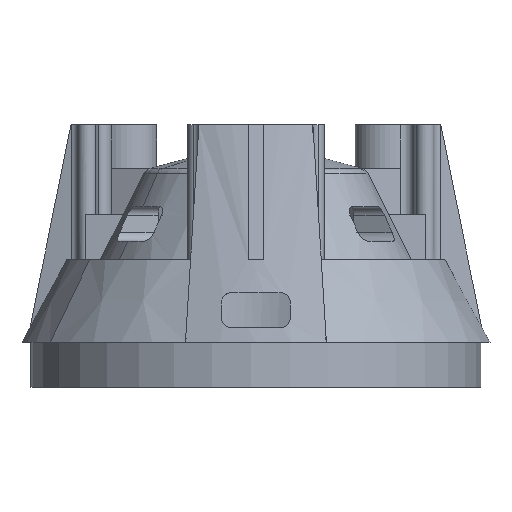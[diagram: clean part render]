
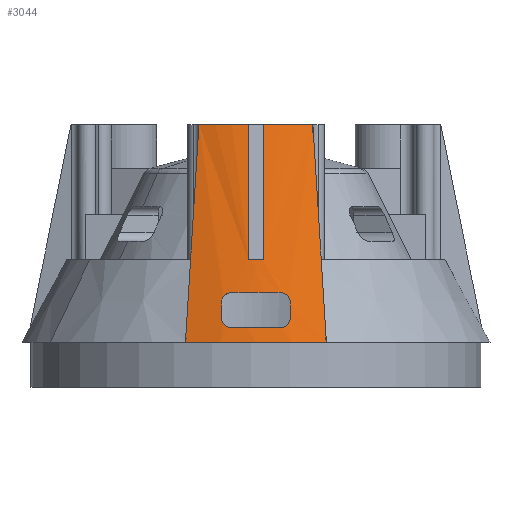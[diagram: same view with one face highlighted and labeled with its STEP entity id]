
A CAD part, front view. The second image highlights one B-rep face of the part: STEP entity #3044.
In plain terms, the highlighted conical face has half-angle 11.709 degrees and reference radius 42 mm.
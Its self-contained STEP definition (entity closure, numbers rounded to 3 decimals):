
#1744=CARTESIAN_POINT('Vertex',(15.637,-49.593,1000.)) ;
#1747=CARTESIAN_POINT('Axis2P3D Location',(0.,0.,1000.)) ;
#1751=CARTESIAN_POINT('Vertex',(-15.637,-49.593,1000.)) ;
#2172=CARTESIAN_POINT('Vertex',(-7.6,-49.566,1008.95)) ;
#2176=CARTESIAN_POINT('Control Point',(-7.6,-49.566,1008.95)) ;
#2177=CARTESIAN_POINT('Control Point',(-7.6,-49.721,1008.21)) ;
#2178=CARTESIAN_POINT('Control Point',(-7.6,-49.876,1007.47)) ;
#2179=CARTESIAN_POINT('Control Point',(-7.6,-50.031,1006.73)) ;
#2180=CARTESIAN_POINT('Control Point',(-7.6,-50.186,1005.99)) ;
#2181=CARTESIAN_POINT('Control Point',(-7.6,-50.341,1005.25)) ;
#2182=CARTESIAN_POINT('Vertex',(-7.6,-50.341,1005.25)) ;
#2206=CARTESIAN_POINT('Vertex',(-5.6,-49.414,1010.95)) ;
#2210=CARTESIAN_POINT('Control Point',(-7.6,-49.566,1008.95)) ;
#2211=CARTESIAN_POINT('Control Point',(-7.6,-49.438,1009.56)) ;
#2212=CARTESIAN_POINT('Control Point',(-7.37,-49.344,1010.177)) ;
#2213=CARTESIAN_POINT('Control Point',(-6.882,-49.311,1010.697)) ;
#2214=CARTESIAN_POINT('Control Point',(-6.237,-49.342,1010.95)) ;
#2215=CARTESIAN_POINT('Control Point',(-5.6,-49.414,1010.95)) ;
#2228=CARTESIAN_POINT('Vertex',(5.6,-49.414,1010.95)) ;
#2231=CARTESIAN_POINT('Axis2P3D Location',(0.,0.,1010.95)) ;
#2270=CARTESIAN_POINT('Vertex',(7.6,-49.566,1008.95)) ;
#2274=CARTESIAN_POINT('Control Point',(5.6,-49.414,1010.95)) ;
#2275=CARTESIAN_POINT('Control Point',(6.237,-49.342,1010.95)) ;
#2276=CARTESIAN_POINT('Control Point',(6.882,-49.311,1010.697)) ;
#2277=CARTESIAN_POINT('Control Point',(7.37,-49.343,1010.177)) ;
#2278=CARTESIAN_POINT('Control Point',(7.6,-49.438,1009.56)) ;
#2279=CARTESIAN_POINT('Control Point',(7.6,-49.566,1008.95)) ;
#2292=CARTESIAN_POINT('Vertex',(7.6,-50.341,1005.25)) ;
#2296=CARTESIAN_POINT('Control Point',(7.6,-49.566,1008.95)) ;
#2297=CARTESIAN_POINT('Control Point',(7.6,-49.721,1008.21)) ;
#2298=CARTESIAN_POINT('Control Point',(7.6,-49.876,1007.47)) ;
#2299=CARTESIAN_POINT('Control Point',(7.6,-50.031,1006.73)) ;
#2300=CARTESIAN_POINT('Control Point',(7.6,-50.186,1005.99)) ;
#2301=CARTESIAN_POINT('Control Point',(7.6,-50.341,1005.25)) ;
#2319=CARTESIAN_POINT('Vertex',(5.6,-51.02,1003.25)) ;
#2323=CARTESIAN_POINT('Control Point',(5.6,-51.02,1003.25)) ;
#2324=CARTESIAN_POINT('Control Point',(6.253,-50.948,1003.25)) ;
#2325=CARTESIAN_POINT('Control Point',(6.901,-50.81,1003.521)) ;
#2326=CARTESIAN_POINT('Control Point',(7.362,-50.634,1004.026)) ;
#2327=CARTESIAN_POINT('Control Point',(7.6,-50.471,1004.633)) ;
#2328=CARTESIAN_POINT('Control Point',(7.6,-50.341,1005.25)) ;
#2341=CARTESIAN_POINT('Vertex',(-5.6,-51.02,1003.25)) ;
#2344=CARTESIAN_POINT('Axis2P3D Location',(0.,0.,1003.25)) ;
#2380=CARTESIAN_POINT('Control Point',(-5.6,-51.02,1003.25)) ;
#2381=CARTESIAN_POINT('Control Point',(-6.253,-50.948,1003.25)) ;
#2382=CARTESIAN_POINT('Control Point',(-6.901,-50.81,1003.521)) ;
#2383=CARTESIAN_POINT('Control Point',(-7.362,-50.634,1004.026)) ;
#2384=CARTESIAN_POINT('Control Point',(-7.6,-50.471,1004.633)) ;
#2385=CARTESIAN_POINT('Control Point',(-7.6,-50.341,1005.25)) ;
#2962=CARTESIAN_POINT('Axis2P3D Location',(0.,0.,1048.25)) ;
#2967=CARTESIAN_POINT('Axis2P3D Location',(0.,0.,1048.25)) ;
#2971=CARTESIAN_POINT('Vertex',(-12.63,-40.056,1048.25)) ;
#2973=CARTESIAN_POINT('Vertex',(-1.6,-41.97,1048.25)) ;
#2976=CARTESIAN_POINT('Line Origine',(-14.133,-44.825,1024.125)) ;
#2981=CARTESIAN_POINT('Line Origine',(14.133,-44.825,1024.125)) ;
#2985=CARTESIAN_POINT('Vertex',(12.63,-40.056,1048.25)) ;
#2988=CARTESIAN_POINT('Axis2P3D Location',(0.,0.,1048.25)) ;
#2992=CARTESIAN_POINT('Vertex',(1.6,-41.97,1048.25)) ;
#2996=CARTESIAN_POINT('Control Point',(1.6,-41.97,1048.25)) ;
#2997=CARTESIAN_POINT('Control Point',(1.6,-44.044,1038.25)) ;
#2998=CARTESIAN_POINT('Control Point',(1.6,-46.117,1028.25)) ;
#2999=CARTESIAN_POINT('Control Point',(1.6,-48.191,1018.25)) ;
#3000=CARTESIAN_POINT('Vertex',(1.6,-48.191,1018.25)) ;
#3003=CARTESIAN_POINT('Axis2P3D Location',(0.,0.,1018.25)) ;
#3007=CARTESIAN_POINT('Vertex',(0.,-48.218,1018.25)) ;
#3010=CARTESIAN_POINT('Axis2P3D Location',(0.,0.,1018.25)) ;
#3014=CARTESIAN_POINT('Vertex',(-1.6,-48.191,1018.25)) ;
#3018=CARTESIAN_POINT('Control Point',(-1.6,-41.97,1048.25)) ;
#3019=CARTESIAN_POINT('Control Point',(-1.6,-44.044,1038.25)) ;
#3020=CARTESIAN_POINT('Control Point',(-1.6,-46.117,1028.25)) ;
#3021=CARTESIAN_POINT('Control Point',(-1.6,-48.191,1018.25)) ;
#1748=DIRECTION('Axis2P3D Direction',(0.,0.,1.)) ;
#2232=DIRECTION('Axis2P3D Direction',(0.,0.,1.)) ;
#2345=DIRECTION('Axis2P3D Direction',(0.,0.,-1.)) ;
#2963=DIRECTION('Axis2P3D Direction',(-0.,-0.,-1.)) ;
#2964=DIRECTION('Axis2P3D XDirection',(0.301,-0.954,0.)) ;
#2968=DIRECTION('Axis2P3D Direction',(0.,0.,-1.)) ;
#2977=DIRECTION('Vector Direction',(-0.061,-0.194,-0.979)) ;
#2982=DIRECTION('Vector Direction',(0.061,-0.194,-0.979)) ;
#2989=DIRECTION('Axis2P3D Direction',(0.,0.,-1.)) ;
#3004=DIRECTION('Axis2P3D Direction',(0.,0.,-1.)) ;
#3011=DIRECTION('Axis2P3D Direction',(0.,0.,-1.)) ;
#1749=AXIS2_PLACEMENT_3D('Circle Axis2P3D',#1747,#1748,$) ;
#2233=AXIS2_PLACEMENT_3D('Circle Axis2P3D',#2231,#2232,$) ;
#2346=AXIS2_PLACEMENT_3D('Circle Axis2P3D',#2344,#2345,$) ;
#2965=AXIS2_PLACEMENT_3D('Cone Axis2P3D',#2962,#2963,#2964) ;
#2969=AXIS2_PLACEMENT_3D('Circle Axis2P3D',#2967,#2968,$) ;
#2990=AXIS2_PLACEMENT_3D('Circle Axis2P3D',#2988,#2989,$) ;
#3005=AXIS2_PLACEMENT_3D('Circle Axis2P3D',#3003,#3004,$) ;
#3012=AXIS2_PLACEMENT_3D('Circle Axis2P3D',#3010,#3011,$) ;
#3024=ORIENTED_EDGE('',*,*,#2975,.F.) ;
#3025=ORIENTED_EDGE('',*,*,#2980,.T.) ;
#3026=ORIENTED_EDGE('',*,*,#1753,.T.) ;
#3027=ORIENTED_EDGE('',*,*,#2987,.F.) ;
#3028=ORIENTED_EDGE('',*,*,#2994,.F.) ;
#3029=ORIENTED_EDGE('',*,*,#3002,.T.) ;
#3030=ORIENTED_EDGE('',*,*,#3009,.F.) ;
#3031=ORIENTED_EDGE('',*,*,#3016,.F.) ;
#3032=ORIENTED_EDGE('',*,*,#3022,.F.) ;
#3035=ORIENTED_EDGE('',*,*,#2184,.F.) ;
#3036=ORIENTED_EDGE('',*,*,#2216,.T.) ;
#3037=ORIENTED_EDGE('',*,*,#2235,.T.) ;
#3038=ORIENTED_EDGE('',*,*,#2280,.T.) ;
#3039=ORIENTED_EDGE('',*,*,#2302,.T.) ;
#3040=ORIENTED_EDGE('',*,*,#2329,.F.) ;
#3041=ORIENTED_EDGE('',*,*,#2348,.T.) ;
#3042=ORIENTED_EDGE('',*,*,#2386,.T.) ;
#3043=FACE_BOUND('',#3034,.T.) ;
#2978=VECTOR('Line Direction',#2977,1.) ;
#2983=VECTOR('Line Direction',#2982,1.) ;
#3044=ADVANCED_FACE('Corps principal',(#3033,#3043),#2966,.T.) ;
#2175=B_SPLINE_CURVE_WITH_KNOTS('',5,(#2176,#2177,#2178,#2179,#2180,#2181),.UNSPECIFIED.,.F.,.U.,(6,6),(0.,5.346),.UNSPECIFIED.) ;
#2209=B_SPLINE_CURVE_WITH_KNOTS('',5,(#2210,#2211,#2212,#2213,#2214,#2215),.UNSPECIFIED.,.F.,.U.,(6,6),(0.,4.409),.UNSPECIFIED.) ;
#2273=B_SPLINE_CURVE_WITH_KNOTS('',5,(#2274,#2275,#2276,#2277,#2278,#2279),.UNSPECIFIED.,.F.,.U.,(6,6),(0.,4.409),.UNSPECIFIED.) ;
#2295=B_SPLINE_CURVE_WITH_KNOTS('',5,(#2296,#2297,#2298,#2299,#2300,#2301),.UNSPECIFIED.,.F.,.U.,(6,6),(0.,5.346),.UNSPECIFIED.) ;
#2322=B_SPLINE_CURVE_WITH_KNOTS('',5,(#2323,#2324,#2325,#2326,#2327,#2328),.UNSPECIFIED.,.F.,.U.,(6,6),(0.,4.455),.UNSPECIFIED.) ;
#2379=B_SPLINE_CURVE_WITH_KNOTS('',5,(#2380,#2381,#2382,#2383,#2384,#2385),.UNSPECIFIED.,.F.,.U.,(6,6),(0.,4.455),.UNSPECIFIED.) ;
#2995=B_SPLINE_CURVE_WITH_KNOTS('',3,(#2996,#2997,#2998,#2999),.UNSPECIFIED.,.F.,.U.,(4,4),(0.,43.329),.UNSPECIFIED.) ;
#3017=B_SPLINE_CURVE_WITH_KNOTS('',3,(#3018,#3019,#3020,#3021),.UNSPECIFIED.,.F.,.U.,(4,4),(0.,43.329),.UNSPECIFIED.) ;
#1750=CIRCLE('generated circle',#1749,52.) ;
#2234=CIRCLE('generated circle',#2233,49.731) ;
#2347=CIRCLE('generated circle',#2346,51.326) ;
#2970=CIRCLE('generated circle',#2969,42.) ;
#2991=CIRCLE('generated circle',#2990,42.) ;
#3006=CIRCLE('generated circle',#3005,48.218) ;
#3013=CIRCLE('generated circle',#3012,48.218) ;
#2966=CONICAL_SURFACE('Cone',#2965,42.,0.204) ;
#1753=EDGE_CURVE('',#1752,#1745,#1750,.T.) ;
#2184=EDGE_CURVE('',#2173,#2183,#2175,.T.) ;
#2216=EDGE_CURVE('',#2173,#2207,#2209,.T.) ;
#2235=EDGE_CURVE('',#2207,#2229,#2234,.T.) ;
#2280=EDGE_CURVE('',#2229,#2271,#2273,.T.) ;
#2302=EDGE_CURVE('',#2271,#2293,#2295,.T.) ;
#2329=EDGE_CURVE('',#2320,#2293,#2322,.T.) ;
#2348=EDGE_CURVE('',#2320,#2342,#2347,.T.) ;
#2386=EDGE_CURVE('',#2342,#2183,#2379,.T.) ;
#2975=EDGE_CURVE('',#2972,#2974,#2970,.F.) ;
#2980=EDGE_CURVE('',#2972,#1752,#2979,.T.) ;
#2987=EDGE_CURVE('',#2986,#1745,#2984,.T.) ;
#2994=EDGE_CURVE('',#2993,#2986,#2991,.F.) ;
#3002=EDGE_CURVE('',#2993,#3001,#2995,.T.) ;
#3009=EDGE_CURVE('',#3008,#3001,#3006,.F.) ;
#3016=EDGE_CURVE('',#3015,#3008,#3013,.F.) ;
#3022=EDGE_CURVE('',#2974,#3015,#3017,.T.) ;
#3023=EDGE_LOOP('',(#3024,#3025,#3026,#3027,#3028,#3029,#3030,#3031,#3032)) ;
#3034=EDGE_LOOP('',(#3035,#3036,#3037,#3038,#3039,#3040,#3041,#3042)) ;
#3033=FACE_OUTER_BOUND('',#3023,.T.) ;
#2979=LINE('Line',#2976,#2978) ;
#2984=LINE('Line',#2981,#2983) ;
#1745=VERTEX_POINT('',#1744) ;
#1752=VERTEX_POINT('',#1751) ;
#2173=VERTEX_POINT('',#2172) ;
#2183=VERTEX_POINT('',#2182) ;
#2207=VERTEX_POINT('',#2206) ;
#2229=VERTEX_POINT('',#2228) ;
#2271=VERTEX_POINT('',#2270) ;
#2293=VERTEX_POINT('',#2292) ;
#2320=VERTEX_POINT('',#2319) ;
#2342=VERTEX_POINT('',#2341) ;
#2972=VERTEX_POINT('',#2971) ;
#2974=VERTEX_POINT('',#2973) ;
#2986=VERTEX_POINT('',#2985) ;
#2993=VERTEX_POINT('',#2992) ;
#3001=VERTEX_POINT('',#3000) ;
#3008=VERTEX_POINT('',#3007) ;
#3015=VERTEX_POINT('',#3014) ;
